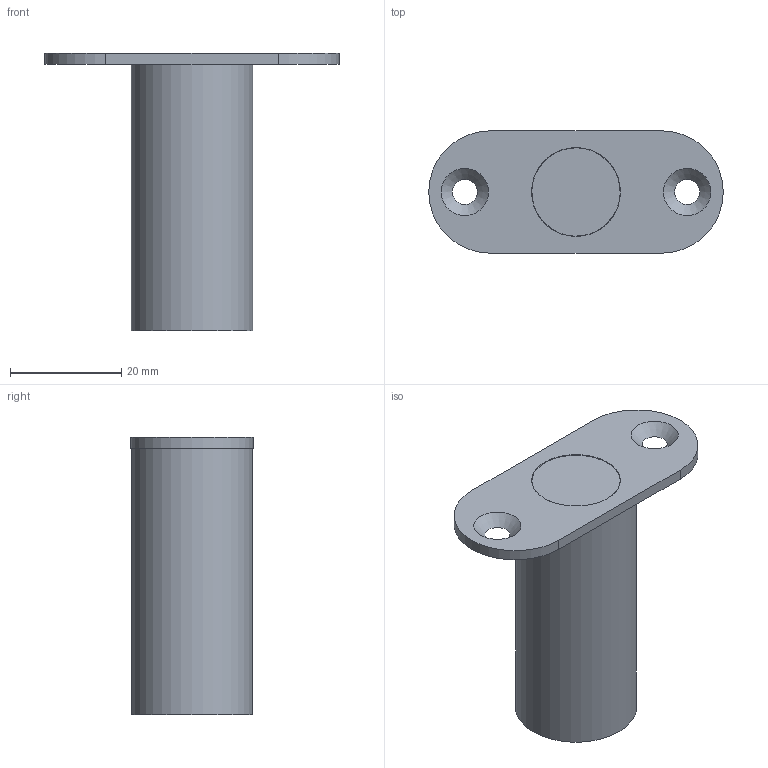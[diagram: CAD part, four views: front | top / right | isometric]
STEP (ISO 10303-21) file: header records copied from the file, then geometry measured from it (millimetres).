
FILE_DESCRIPTION(/* description */ (''),/* implementation_level */ '2;1');
FILE_NAME(/* name */ '20-117-1500-X-3D.stp',/* time_stamp */ '2021-04-26T19:23:48+02:00',/* author */ ('Bo'),/* organization */ (''),/* preprocessor_version */ 'ST-DEVELOPER v18.1',/* originating_system */ 'Autodesk Inventor 2021',/* authorisation */ '');
FILE_SCHEMA (('CONFIG_CONTROL_DESIGN'));
Length unit declared in the file: inch
Products named in the file (1): 20-117-1500-X-3D
Bounding box: 53 x 22 x 50 mm (x, y, z)
Volume: 13112.6 mm3; surface area: 11508.2 mm2
Topology: 1 solids, 1 shells, 35 faces, 92 edges, 67 vertices
Faces by surface type: plane 15, cylinder 10, cone 7, torus 2, bspline 1
Full cylindrical faces by diameter (mm): 8.5 x1, 15.9 x1, 16 x1, 17.95 x1, 18 x1, 20 x1, 20.3 x1, 21.8 x1
Entity records: 3109 total; most frequent: CARTESIAN_POINT 2090, DIRECTION 212, ORIENTED_EDGE 182, AXIS2_PLACEMENT_3D 93, EDGE_CURVE 91, VERTEX_POINT 67, CIRCLE 58, EDGE_LOOP 48
